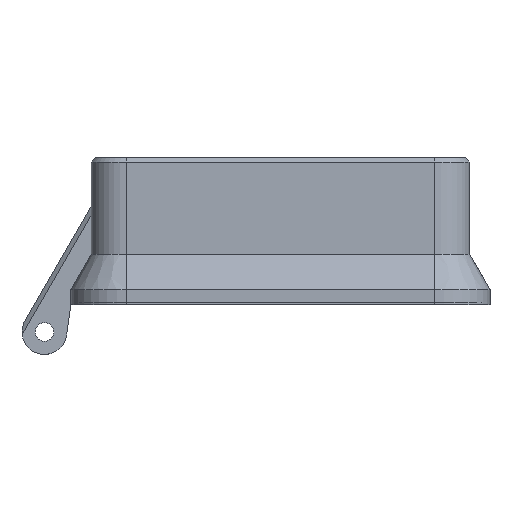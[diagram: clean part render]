
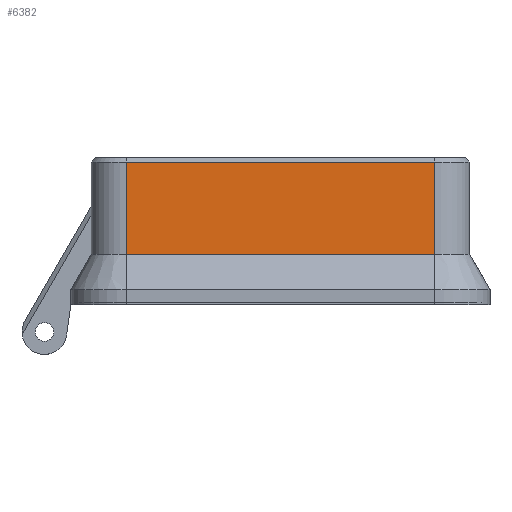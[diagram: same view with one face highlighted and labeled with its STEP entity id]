
A CAD part, left-side view. The second image highlights one B-rep face of the part: STEP entity #6382.
In plain terms, the highlighted planar face has unit normal (-1, 0, 0).
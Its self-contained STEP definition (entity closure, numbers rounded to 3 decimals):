
#517 = VERTEX_POINT ( 'NONE', #10614 ) ;
#547 = EDGE_CURVE ( 'NONE', #6535, #517, #13838, .T. ) ;
#666 = PLANE ( 'NONE',  #12248 ) ;
#801 = FACE_OUTER_BOUND ( 'NONE', #10742, .T. ) ;
#1991 = DIRECTION ( 'NONE',  ( 0., 1., 0. ) ) ;
#3082 = CARTESIAN_POINT ( 'NONE',  ( -93., 35., 83. ) ) ;
#3384 = CARTESIAN_POINT ( 'NONE',  ( -93., 35., 64. ) ) ;
#3670 = LINE ( 'NONE', #11161, #5134 ) ;
#4302 = ORIENTED_EDGE ( 'NONE', *, *, #547, .F. ) ;
#4332 = LINE ( 'NONE', #3082, #5990 ) ;
#4513 = DIRECTION ( 'NONE',  ( 0., 0., -1. ) ) ;
#4528 = ORIENTED_EDGE ( 'NONE', *, *, #10690, .T. ) ;
#4970 = CARTESIAN_POINT ( 'NONE',  ( -93., 35., 64. ) ) ;
#5134 = VECTOR ( 'NONE', #12202, 1000. ) ;
#5941 = VERTEX_POINT ( 'NONE', #13600 ) ;
#5990 = VECTOR ( 'NONE', #8603, 1000. ) ;
#6382 = ADVANCED_FACE ( 'NONE', ( #801 ), #666, .F. ) ;
#6535 = VERTEX_POINT ( 'NONE', #12033 ) ;
#7314 = VECTOR ( 'NONE', #11780, 1000. ) ;
#7479 = EDGE_CURVE ( 'NONE', #10131, #517, #12975, .T. ) ;
#7848 = ORIENTED_EDGE ( 'NONE', *, *, #7479, .T. ) ;
#8603 = DIRECTION ( 'NONE',  ( 0., 0., -1. ) ) ;
#8652 = CARTESIAN_POINT ( 'NONE',  ( -93., -35., 83. ) ) ;
#9414 = CARTESIAN_POINT ( 'NONE',  ( -93., 35., 83. ) ) ;
#10131 = VERTEX_POINT ( 'NONE', #4970 ) ;
#10614 = CARTESIAN_POINT ( 'NONE',  ( -93., -35., 64. ) ) ;
#10690 = EDGE_CURVE ( 'NONE', #6535, #5941, #3670, .T. ) ;
#10742 = EDGE_LOOP ( 'NONE', ( #4302, #4528, #12388, #7848 ) ) ;
#11161 = CARTESIAN_POINT ( 'NONE',  ( -93., 35., 85. ) ) ;
#11780 = DIRECTION ( 'NONE',  ( 0., -1., 0. ) ) ;
#12033 = CARTESIAN_POINT ( 'NONE',  ( -93., -35., 85. ) ) ;
#12202 = DIRECTION ( 'NONE',  ( 0., 1., 0. ) ) ;
#12248 = AXIS2_PLACEMENT_3D ( 'NONE', #9414, #12626, #1991 ) ;
#12388 = ORIENTED_EDGE ( 'NONE', *, *, #12803, .T. ) ;
#12626 = DIRECTION ( 'NONE',  ( 1., 0., 0. ) ) ;
#12803 = EDGE_CURVE ( 'NONE', #5941, #10131, #4332, .T. ) ;
#12975 = LINE ( 'NONE', #3384, #7314 ) ;
#13600 = CARTESIAN_POINT ( 'NONE',  ( -93., 35., 85. ) ) ;
#13683 = VECTOR ( 'NONE', #4513, 1000. ) ;
#13838 = LINE ( 'NONE', #8652, #13683 ) ;
